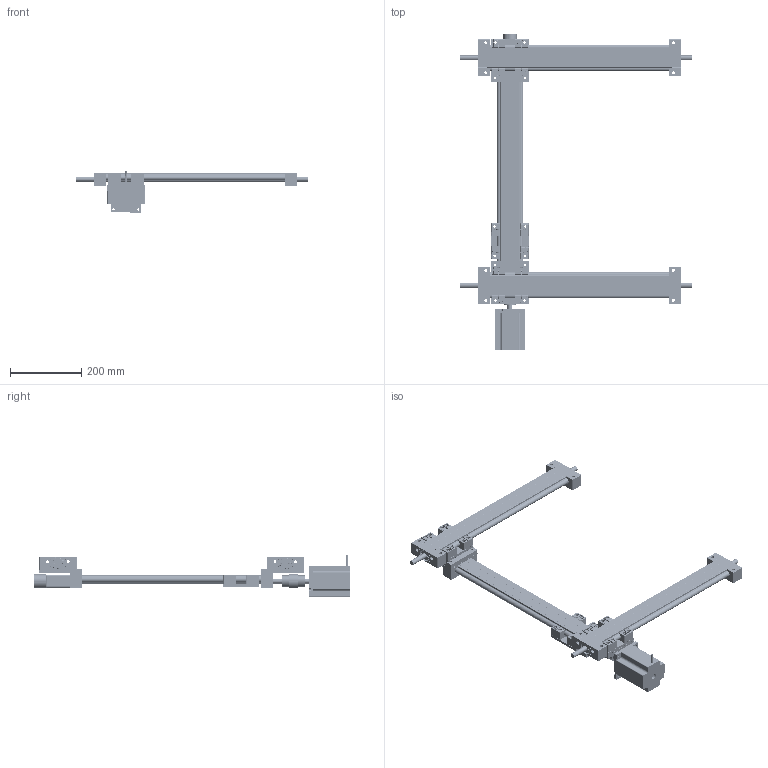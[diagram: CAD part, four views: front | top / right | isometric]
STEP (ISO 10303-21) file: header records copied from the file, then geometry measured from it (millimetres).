
FILE_DESCRIPTION(/* description */ (''),/* implementation_level */ '2;1');
FILE_NAME(/* name */ '01-000-000-000-001.step',/* time_stamp */ '2023-04-23T14:43:40+02:00',/* author */ ('MVM1'),/* organization */ (''),/* preprocessor_version */ 'ST-DEVELOPER v19',/* originating_system */ 'Autodesk Inventor 2023',/* authorisation */ '');
FILE_SCHEMA (('AUTOMOTIVE_DESIGN { 1 0 10303 214 3 1 1 }'));
Length unit declared in the file: millimetre
Products named in the file (35): 01-000-000-000-001; Distanzblech_SLW; Adappter_SLW_SLW; Klauenkupplung 6_14; 6mm; 14mm; Elastomere; Encoder_LPD3806-600BM-G5-24C; Encoder Kupplungsglocke; Klauenkupplung 14_14; 14mm_1; Elastomere_1; SH08608760; SH08608760-Body; SH08608760-bottom; SH08608760-Flansch; SH08608760-Welle; SLW-1660-G2AL2-D0A0B-0A0A0-400; WS-16-60-konfig; LT-SLW-BB-1660; STY-166002; NOR-10208; NOR-20909; KRM-BB-1714; STY-166004; NOR-10521; NOR-10426; LW-SLW-1660-R-100; SWX-166002; WJUM-11-16; WM-01-16; JUMO-11-16; SWZ-W-166001; NOR-10602; TR14x4_650
Assembly tree (50 placements, depth 5):
  01-000-000-000-001
    SLW-1660-G2AL2-D0A0B-0A0A0-400  x3
      WS-16-60-konfig
      LT-SLW-BB-1660
        STY-166002
        NOR-10208  x2
        NOR-20909
      KRM-BB-1714
        STY-166004
        NOR-10521  x2
        NOR-10426  x2
      LW-SLW-1660-R-100
        SWX-166002
        WJUM-11-16  x4
          WM-01-16
          JUMO-11-16
        SWZ-W-166001
        NOR-10602  x4
      TR14x4_650
    Distanzblech_SLW  x2
    Adappter_SLW_SLW  x2
    Klauenkupplung 6_14
      6mm
      14mm
      Elastomere
    Encoder_LPD3806-600BM-G5-24C
    Encoder Kupplungsglocke
    Klauenkupplung 14_14
      14mm_1  x2
      Elastomere_1
    SH08608760
      SH08608760-Body
      SH08608760-bottom
      SH08608760-Flansch
      SH08608760-Welle
Bounding box: 650 x 885.8 x 115.34 mm (x, y, z)
Volume: 3648345.6 mm3; surface area: 1150909.8 mm2
Topology: 118 solids, 118 shells, 4441 faces, 11778 edges, 7517 vertices
Faces by surface type: plane 2074, cylinder 1544, cone 399, torus 208, sphere 168, bspline 48
Full cylindrical faces by diameter (mm): 2.3 x1, 2.459 x6, 3.2 x3, 3.242 x36, 3.5 x12, 3.8 x12, 4 x12, 4.134 x12, 4.2 x4, 4.5 x12, 4.917 x12, 5 x12, 6 x19, 6.5 x4, 6.53 x1, 6.647 x32, 6.965 x1, 7 x12, 8 x22, 8.2 x24, 8.376 x12, 8.5 x16, 9 x32, 11 x12, 11.835 x3, 13 x12, 14 x12, 15 x38, 16 x1, 17 x15
Entity records: 26837 total; most frequent: CARTESIAN_POINT 5553, DIRECTION 4347, ORIENTED_EDGE 4024, EDGE_CURVE 2012, AXIS2_PLACEMENT_3D 1637, VERTEX_POINT 1316, LINE 1073, VECTOR 1073
